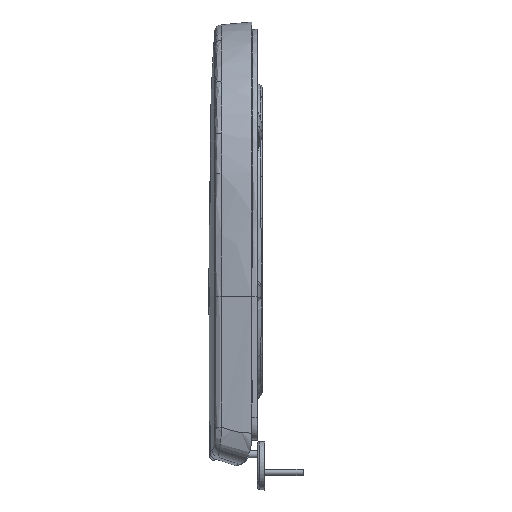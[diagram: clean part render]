
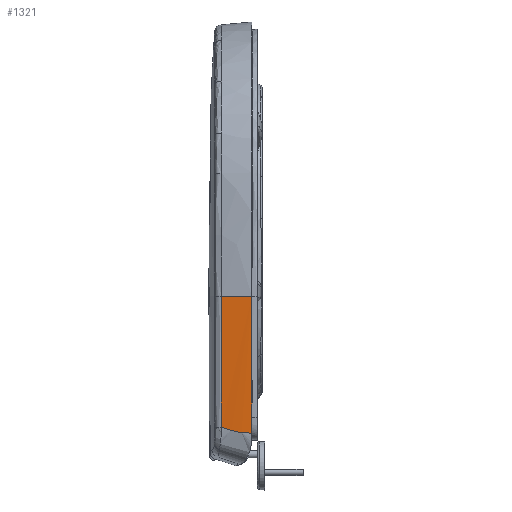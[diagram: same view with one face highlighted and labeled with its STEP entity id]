
A CAD part, left-side view. The second image highlights one B-rep face of the part: STEP entity #1321.
In plain terms, the highlighted free-form (B-spline) face has degree [3, 2] with [4, 5] control points.
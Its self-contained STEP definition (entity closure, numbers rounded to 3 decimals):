
#658=B_SPLINE_SURFACE_WITH_KNOTS('',3,2,((#47883,#47884,#47885,#47886,#47887),
(#47888,#47889,#47890,#47891,#47892),(#47893,#47894,#47895,#47896,#47897),
(#47898,#47899,#47900,#47901,#47902)),.UNSPECIFIED.,.F.,.F.,.F.,(4,4),(3,
2,3),(0.,1.),(0.,0.01,1.),.UNSPECIFIED.);
#1321=ADVANCED_FACE('NONE',(#1880),#658,.T.);
#1880=FACE_OUTER_BOUND('',#2460,.T.);
#2460=EDGE_LOOP('',(#5132,#5133,#5134,#5135));
#5132=ORIENTED_EDGE('',*,*,#7626,.F.);
#5133=ORIENTED_EDGE('',*,*,#7627,.F.);
#5134=ORIENTED_EDGE('',*,*,#7628,.F.);
#5135=ORIENTED_EDGE('',*,*,#7629,.T.);
#6280=VERTEX_POINT('',#45743);
#6306=VERTEX_POINT('',#47852);
#6307=VERTEX_POINT('',#47853);
#6308=VERTEX_POINT('',#47861);
#7626=EDGE_CURVE('NONE',#6306,#6307,#8888,.T.);
#7627=EDGE_CURVE('NONE',#6308,#6306,#8889,.T.);
#7628=EDGE_CURVE('NONE',#6280,#6308,#8890,.T.);
#7629=EDGE_CURVE('NONE',#6280,#6307,#8891,.T.);
#8888=B_SPLINE_CURVE_WITH_KNOTS('',2,(#47849,#47850,#47851),
 .UNSPECIFIED.,.F.,.F.,(3,3),(0.,1.),.UNSPECIFIED.);
#8889=B_SPLINE_CURVE_WITH_KNOTS('',6,(#47854,#47855,#47856,#47857,#47858,
#47859,#47860),.UNSPECIFIED.,.F.,.F.,(7,7),(0.,1.),.UNSPECIFIED.);
#8890=B_SPLINE_CURVE_WITH_KNOTS('',5,(#47862,#47863,#47864,#47865,#47866,
#47867,#47868,#47869,#47870,#47871,#47872),.UNSPECIFIED.,.F.,.F.,(6,5,6),
(0.,0.,1.),.UNSPECIFIED.);
#8891=B_SPLINE_CURVE_WITH_KNOTS('',3,(#47873,#47874,#47875,#47876,#47877,
#47878,#47879,#47880,#47881,#47882),.UNSPECIFIED.,.F.,.F.,(4,2,2,2,4),(0.,
0.25,0.5,0.75,1.),.UNSPECIFIED.);
#45743=CARTESIAN_POINT('',(-182.914,-14.,20.134));
#47849=CARTESIAN_POINT('',(-180.392,14.93,150.44));
#47850=CARTESIAN_POINT('',(-182.794,0.438,150.43));
#47851=CARTESIAN_POINT('',(-183.997,-14.,150.425));
#47852=CARTESIAN_POINT('',(-180.392,14.93,150.44));
#47853=CARTESIAN_POINT('',(-183.997,-14.,150.425));
#47854=CARTESIAN_POINT('',(-179.034,14.966,25.873));
#47855=CARTESIAN_POINT('',(-179.383,14.977,46.632));
#47856=CARTESIAN_POINT('',(-179.664,14.983,67.392));
#47857=CARTESIAN_POINT('',(-179.894,14.981,88.153));
#47858=CARTESIAN_POINT('',(-180.097,14.972,108.914));
#47859=CARTESIAN_POINT('',(-180.254,14.952,129.675));
#47860=CARTESIAN_POINT('',(-180.392,14.93,150.44));
#47861=CARTESIAN_POINT('',(-179.034,14.966,25.873));
#47862=CARTESIAN_POINT('',(-182.914,-14.,20.134));
#47863=CARTESIAN_POINT('',(-182.914,-14.,20.134));
#47864=CARTESIAN_POINT('',(-182.914,-14.,20.134));
#47865=CARTESIAN_POINT('',(-182.914,-14.,20.134));
#47866=CARTESIAN_POINT('',(-182.914,-14.,20.134));
#47867=CARTESIAN_POINT('',(-182.914,-14.,20.134));
#47868=CARTESIAN_POINT('',(-182.336,-8.032,19.956));
#47869=CARTESIAN_POINT('',(-181.64,-2.051,20.561));
#47870=CARTESIAN_POINT('',(-180.844,3.798,21.85));
#47871=CARTESIAN_POINT('',(-179.972,9.47,23.656));
#47872=CARTESIAN_POINT('',(-179.034,14.966,25.873));
#47873=CARTESIAN_POINT('',(-182.914,-14.,20.134));
#47874=CARTESIAN_POINT('',(-183.148,-14.,36.225));
#47875=CARTESIAN_POINT('',(-183.321,-14.,51.739));
#47876=CARTESIAN_POINT('',(-183.588,-14.,80.046));
#47877=CARTESIAN_POINT('',(-183.683,-14.,92.846));
#47878=CARTESIAN_POINT('',(-183.828,-14.,115.054));
#47879=CARTESIAN_POINT('',(-183.878,-14.,124.469));
#47880=CARTESIAN_POINT('',(-183.952,-14.,139.891));
#47881=CARTESIAN_POINT('',(-183.977,-14.,145.903));
#47882=CARTESIAN_POINT('',(-183.997,-14.,150.425));
#47883=CARTESIAN_POINT('',(-179.858,-14.383,-83.85));
#47884=CARTESIAN_POINT('',(-179.837,-14.191,-83.848));
#47885=CARTESIAN_POINT('',(-179.816,-14.,-83.847));
#47886=CARTESIAN_POINT('',(-177.722,5.133,-83.69));
#47887=CARTESIAN_POINT('',(-173.52,24.469,-83.375));
#47888=CARTESIAN_POINT('',(-183.267,-14.383,-36.19));
#47889=CARTESIAN_POINT('',(-183.247,-14.191,-36.19));
#47890=CARTESIAN_POINT('',(-183.228,-14.,-36.191));
#47891=CARTESIAN_POINT('',(-181.277,5.149,-36.211));
#47892=CARTESIAN_POINT('',(-177.243,24.466,-36.243));
#47893=CARTESIAN_POINT('',(-183.848,-14.398,107.625));
#47894=CARTESIAN_POINT('',(-183.831,-14.206,107.625));
#47895=CARTESIAN_POINT('',(-183.815,-14.015,107.625));
#47896=CARTESIAN_POINT('',(-182.152,5.151,107.665));
#47897=CARTESIAN_POINT('',(-178.381,24.465,107.749));
#47898=CARTESIAN_POINT('',(-184.029,-14.384,150.425));
#47899=CARTESIAN_POINT('',(-184.013,-14.192,150.425));
#47900=CARTESIAN_POINT('',(-183.997,-14.,150.425));
#47901=CARTESIAN_POINT('',(-182.398,5.181,150.432));
#47902=CARTESIAN_POINT('',(-178.684,24.459,150.447));
